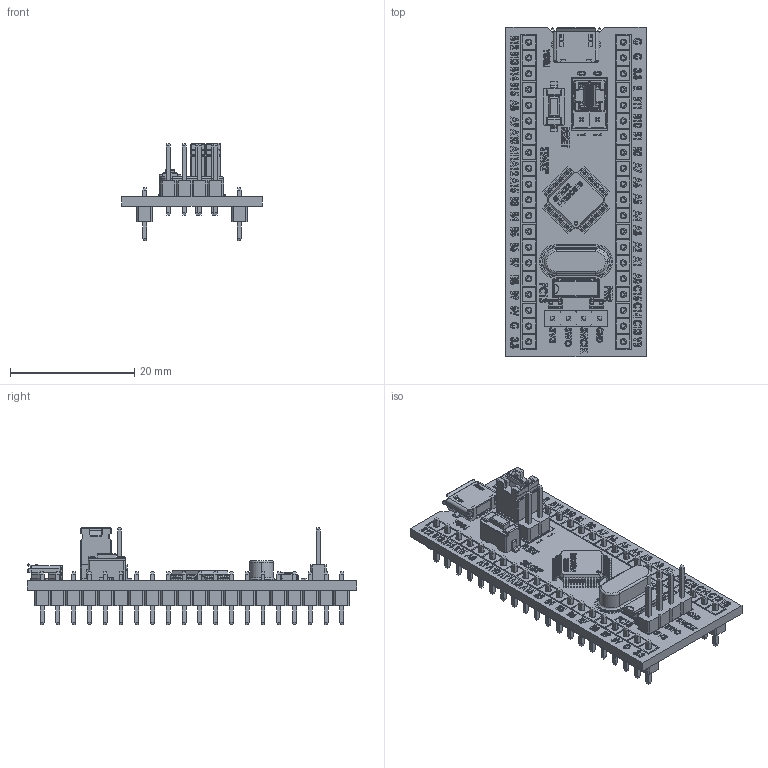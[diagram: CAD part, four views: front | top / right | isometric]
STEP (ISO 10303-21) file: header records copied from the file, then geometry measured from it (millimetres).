
FILE_DESCRIPTION (( 'STEP AP214' ), '1' );
FILE_NAME ('YAAJ_BluePill.STEP', '2020-02-17T22:39:37', ( '' ), ( '' ), 'SwSTEP 2.0', 'SolidWorks 2017', '' );
FILE_SCHEMA (( 'AUTOMOTIVE_DESIGN' ));
Length unit declared in the file: millimetre
Products named in the file (28): Pin_Header_Male_1x4_Long; Led0603_Red; BluePill_Board; Pushbutton; Pin_Header_Male_1x4_Long_Long; Quartz_2; Jumper_2.54; YAAJ_BluePill; Pin_Header_Male_1x3_Long_Long; STM32F103C8T6; Led0603_Green; Quartz_1___ _________; Quartz_1; Pin_Header_Male_1x20_Short_Short; USB_Socket; Pin_Header_Male_1x3_Long; Pin_Header_Male_1x20_Short
Assembly tree (15 placements, depth 2):
  Pin_Header_Male_1x4_Long
  Led0603_Red
  BluePill_Board
  Jumper_2.54
  YAAJ_BluePill
    BluePill_Board
    USB_Socket
    Pushbutton
    Quartz_1___ _________
    Quartz_2
    STM32F103C8T6
    Led0603_Green
    Led0603_Red
    Jumper_2.54  x2
    Pin_Header_Male_1x4_Long_Long
    Pin_Header_Male_1x3_Long_Long  x2
    Pin_Header_Male_1x20_Short_Short  x2
Bounding box: 22.6 x 53 x 15.63 mm (x, y, z)
Volume: 3213.2 mm3; surface area: 6097.8 mm2
Topology: 19 solids, 19 shells, 5271 faces, 13725 edges, 8868 vertices
Faces by surface type: plane 3861, bspline 860, cylinder 538, torus 12
Entity records: 218153 total; most frequent: CARTESIAN_POINT 73518, ORIENTED_EDGE 24112, DIRECTION 18808, EDGE_CURVE 12056, VECTOR 9248, LINE 9248, VERTEX_POINT 7856, EDGE_LOOP 5024
